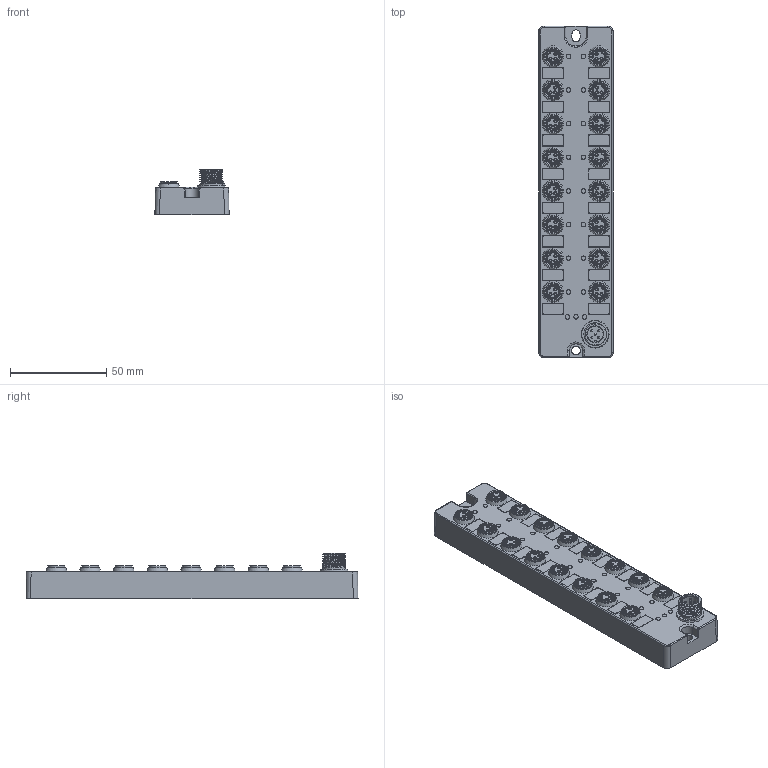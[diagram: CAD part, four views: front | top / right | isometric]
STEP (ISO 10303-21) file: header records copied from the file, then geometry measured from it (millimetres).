
FILE_DESCRIPTION(/* description */ (''),/* implementation_level */ '2;1');
FILE_NAME(/* name */ '',/* time_stamp */ '2025-06-06T09:24:51+08:00',/* author */ (''),/* organization */ (''),/* preprocessor_version */ 'ST-DEVELOPER v14',/* originating_system */ 'SIEMENS PLM Software NX 8.0',/* authorisation */ '');
FILE_SCHEMA (('AUTOMOTIVE_DESIGN { 1 0 10303 214 3 1 1 1 }'));
Products named in the file (1): Admi2F009182er9d
Bounding box: 38.58 x 172.69 x 23.8 mm (x, y, z)
Volume: 1 mm3; surface area: 25737 mm2
Topology: 1 solids, 2 shells, 1454 faces, 3563 edges, 2337 vertices
Faces by surface type: plane 617, cylinder 380, cone 345, bspline 56, torus 49, sphere 7
Full cylindrical faces by diameter (mm): 1 x5, 1.2 x48, 1.5 x48, 4.5 x1, 7.6 x16, 9 x1, 10.3 x1, 10.5 x1, 11.7 x7
Entity records: 71096 total; most frequent: CARTESIAN_POINT 31351, DIRECTION 6766, ORIENTED_EDGE 6316, EDGE_CURVE 3158, AXIS2_PLACEMENT_3D 2724, VERTEX_POINT 2227, EDGE_LOOP 2157, ADVANCED_FACE 1447
